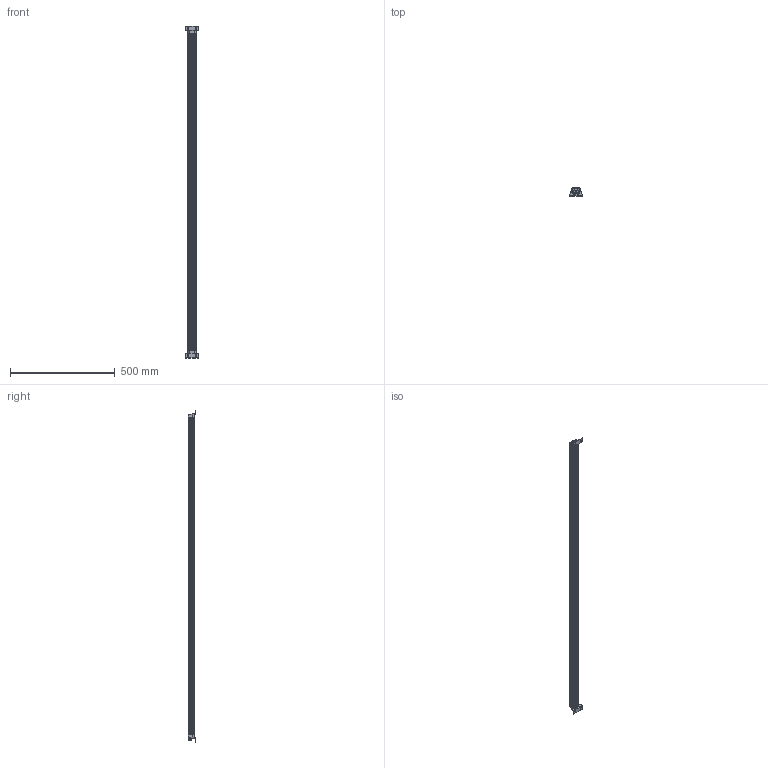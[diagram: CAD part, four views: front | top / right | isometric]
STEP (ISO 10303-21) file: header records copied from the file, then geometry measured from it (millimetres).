
FILE_DESCRIPTION(/* description */ (''),/* implementation_level */ '2;1');
FILE_NAME(/* name */ 'MB-R-1540.stp',/* time_stamp */ '2022-02-08T10:21:30+01:00',/* author */ ('S. Sandt'),/* organization */ ('di-soric GmbH & Co. KG'),/* preprocessor_version */ 'ST-DEVELOPER v18.1',/* originating_system */ 'Autodesk Inventor 2022',/* authorisation */ '');
FILE_SCHEMA (('AUTOMOTIVE_DESIGN { 1 0 10303 214 3 1 1 }'));
Length unit declared in the file: millimetre
Products named in the file (10): MB-R; Profil MB-R gefüllt; Flächendichtung neu; Endkappe; Endkappe zu; Scheibe; Stecker; Winkel; DIN 912 - M4 x 16; DIN 912 - M4 x 10
Assembly tree (17 placements, depth 2):
  MB-R
    Profil MB-R gefüllt
    Flächendichtung neu  x2
    Endkappe
    Endkappe zu
    Scheibe
    Stecker
    Winkel  x2
    DIN 912 - M4 x 16  x4
    DIN 912 - M4 x 10  x4
Bounding box: 60 x 37.07 x 1585.01 mm (x, y, z)
Volume: 1701844.4 mm3; surface area: 431644.1 mm2
Topology: 17 solids, 18 shells, 728 faces, 1865 edges, 1203 vertices
Faces by surface type: cylinder 345, plane 263, torus 50, cone 35, bspline 35
Full cylindrical faces by diameter (mm): 1 x5, 3.417 x4, 3.45 x2, 4 x12, 4.221 x4, 5 x1, 7 x8, 8.4 x1, 9 x1, 10.8 x1, 11 x14, 11.05 x4, 12 x17, 14 x3
Entity records: 33524 total; most frequent: CARTESIAN_POINT 19266, DIRECTION 3018, ORIENTED_EDGE 2884, EDGE_CURVE 1442, AXIS2_PLACEMENT_3D 1165, VERTEX_POINT 937, LINE 688, VECTOR 688
